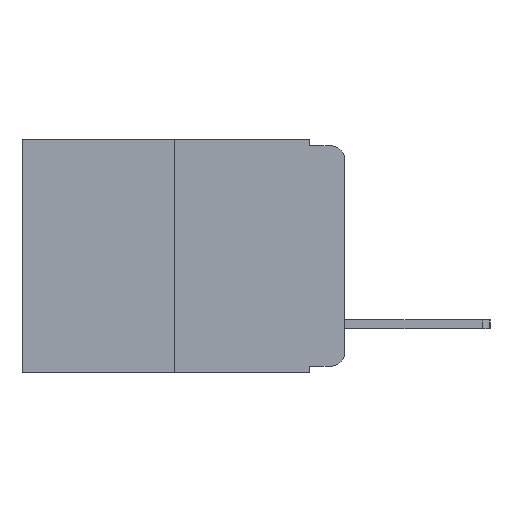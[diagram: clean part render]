
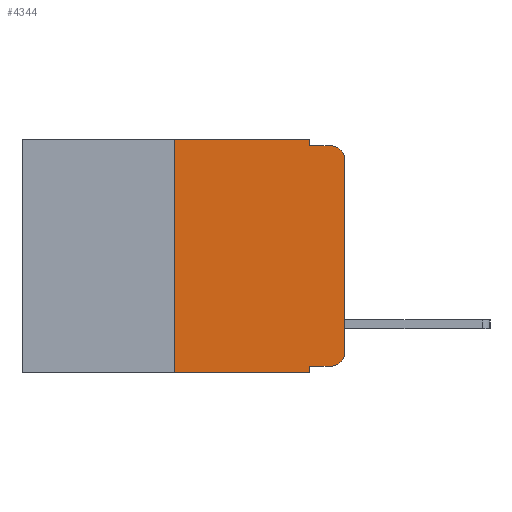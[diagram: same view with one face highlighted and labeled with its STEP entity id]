
A CAD part, left-side view. The second image highlights one B-rep face of the part: STEP entity #4344.
In plain terms, the highlighted planar face has unit normal (-1, 0, 0).
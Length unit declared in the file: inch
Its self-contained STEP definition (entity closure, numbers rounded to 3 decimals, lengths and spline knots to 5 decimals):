
#113 = CARTESIAN_POINT ( 'NONE',  ( 0., 0.051, 0. ) ) ;
#625 = CARTESIAN_POINT ( 'NONE',  ( 0., 0.051, 0. ) ) ;
#950 = DIRECTION ( 'NONE',  ( 0., 0., -1. ) ) ;
#1177 = EDGE_CURVE ( 'NONE', #7112, #3161, #16936, .T. ) ;
#1381 = EDGE_CURVE ( 'NONE', #5162, #4799, #9180, .T. ) ;
#1819 = ORIENTED_EDGE ( 'NONE', *, *, #18261, .F. ) ;
#1970 = CARTESIAN_POINT ( 'NONE',  ( 0., 0.051, 0. ) ) ;
#2061 = DIRECTION ( 'NONE',  ( 0., 0., -1. ) ) ;
#2099 = AXIS2_PLACEMENT_3D ( 'NONE', #18137, #9766, #950 ) ;
#2191 = VERTEX_POINT ( 'NONE', #6673 ) ;
#2270 = ORIENTED_EDGE ( 'NONE', *, *, #6992, .T. ) ;
#2362 = DIRECTION ( 'NONE',  ( 0., 0., 1. ) ) ;
#2773 = LINE ( 'NONE', #9744, #13967 ) ;
#3003 = CARTESIAN_POINT ( 'NONE',  ( 0., 0.25, 0. ) ) ;
#3161 = VERTEX_POINT ( 'NONE', #17463 ) ;
#3195 = ORIENTED_EDGE ( 'NONE', *, *, #12336, .T. ) ;
#3269 = CARTESIAN_POINT ( 'NONE',  ( 0., 0.02, -0.01 ) ) ;
#3409 = ORIENTED_EDGE ( 'NONE', *, *, #16128, .F. ) ;
#3430 = DIRECTION ( 'NONE',  ( 0., -1., 0. ) ) ;
#3651 = CIRCLE ( 'NONE', #2099, 0.02 ) ;
#3764 = DIRECTION ( 'NONE',  ( 0., -1., 0. ) ) ;
#4344 = ADVANCED_FACE ( 'NONE', ( #14888 ), #7731, .F. ) ;
#4369 = ORIENTED_EDGE ( 'NONE', *, *, #6517, .F. ) ;
#4618 = VERTEX_POINT ( 'NONE', #5119 ) ;
#4740 = VECTOR ( 'NONE', #2061, 39.37008 ) ;
#4755 = CARTESIAN_POINT ( 'NONE',  ( 0., 0.473, -0.343 ) ) ;
#4799 = VERTEX_POINT ( 'NONE', #3269 ) ;
#4912 = CARTESIAN_POINT ( 'NONE',  ( 0., 0.051, -0.01 ) ) ;
#5119 = CARTESIAN_POINT ( 'NONE',  ( 0., 0.051, -0.01 ) ) ;
#5162 = VERTEX_POINT ( 'NONE', #10974 ) ;
#5651 = LINE ( 'NONE', #4912, #11576 ) ;
#6007 = DIRECTION ( 'NONE',  ( 0., -1., 0. ) ) ;
#6415 = DIRECTION ( 'NONE',  ( 0., -1., 0. ) ) ;
#6461 = ORIENTED_EDGE ( 'NONE', *, *, #14315, .T. ) ;
#6517 = EDGE_CURVE ( 'NONE', #7112, #11357, #2773, .T. ) ;
#6673 = CARTESIAN_POINT ( 'NONE',  ( 0., 0.02, -0.333 ) ) ;
#6975 = CARTESIAN_POINT ( 'NONE',  ( 0., 0.25, -0.343 ) ) ;
#6992 = EDGE_CURVE ( 'NONE', #17833, #2191, #13948, .T. ) ;
#7112 = VERTEX_POINT ( 'NONE', #6975 ) ;
#7360 = CARTESIAN_POINT ( 'NONE',  ( 0., 0., -0.313 ) ) ;
#7667 = DIRECTION ( 'NONE',  ( 0., 0., -1. ) ) ;
#7692 = DIRECTION ( 'NONE',  ( 1., 0., 0. ) ) ;
#7731 = PLANE ( 'NONE',  #15187 ) ;
#8014 = LINE ( 'NONE', #113, #10968 ) ;
#8423 = CARTESIAN_POINT ( 'NONE',  ( 0., 0.051, -0.333 ) ) ;
#8482 = EDGE_CURVE ( 'NONE', #13366, #4618, #8014, .T. ) ;
#9180 = CIRCLE ( 'NONE', #16777, 0.02 ) ;
#9229 = ORIENTED_EDGE ( 'NONE', *, *, #1177, .T. ) ;
#9532 = CARTESIAN_POINT ( 'NONE',  ( 0., 0.02, -0.03 ) ) ;
#9588 = VERTEX_POINT ( 'NONE', #7360 ) ;
#9631 = LINE ( 'NONE', #15100, #16710 ) ;
#9744 = CARTESIAN_POINT ( 'NONE',  ( 0., 0.25, 0. ) ) ;
#9766 = DIRECTION ( 'NONE',  ( -1., 0., 0. ) ) ;
#10143 = VECTOR ( 'NONE', #3764, 39.37008 ) ;
#10439 = CARTESIAN_POINT ( 'NONE',  ( 0., 0.473, 0. ) ) ;
#10531 = EDGE_LOOP ( 'NONE', ( #6461, #14152, #3409, #15023, #15475, #4369, #9229, #1819, #2270, #3195 ) ) ;
#10968 = VECTOR ( 'NONE', #13292, 39.37008 ) ;
#10974 = CARTESIAN_POINT ( 'NONE',  ( 0., 0., -0.03 ) ) ;
#11357 = VERTEX_POINT ( 'NONE', #3003 ) ;
#11481 = DIRECTION ( 'NONE',  ( 0., 0., -1. ) ) ;
#11576 = VECTOR ( 'NONE', #6415, 39.37008 ) ;
#12336 = EDGE_CURVE ( 'NONE', #2191, #9588, #3651, .T. ) ;
#12353 = VECTOR ( 'NONE', #6007, 39.37008 ) ;
#12990 = DIRECTION ( 'NONE',  ( -1., 0., 0. ) ) ;
#13292 = DIRECTION ( 'NONE',  ( 0., 0., -1. ) ) ;
#13366 = VERTEX_POINT ( 'NONE', #1970 ) ;
#13669 = CARTESIAN_POINT ( 'NONE',  ( 0., 0.473, 0. ) ) ;
#13948 = LINE ( 'NONE', #18050, #10143 ) ;
#13967 = VECTOR ( 'NONE', #2362, 39.37008 ) ;
#14152 = ORIENTED_EDGE ( 'NONE', *, *, #1381, .T. ) ;
#14315 = EDGE_CURVE ( 'NONE', #9588, #5162, #9631, .T. ) ;
#14888 = FACE_OUTER_BOUND ( 'NONE', #10531, .T. ) ;
#15023 = ORIENTED_EDGE ( 'NONE', *, *, #8482, .F. ) ;
#15100 = CARTESIAN_POINT ( 'NONE',  ( 0., 0., 0. ) ) ;
#15187 = AXIS2_PLACEMENT_3D ( 'NONE', #10439, #7692, #7667 ) ;
#15475 = ORIENTED_EDGE ( 'NONE', *, *, #17616, .F. ) ;
#16128 = EDGE_CURVE ( 'NONE', #4618, #4799, #5651, .T. ) ;
#16235 = LINE ( 'NONE', #625, #4740 ) ;
#16710 = VECTOR ( 'NONE', #17826, 39.37008 ) ;
#16777 = AXIS2_PLACEMENT_3D ( 'NONE', #9532, #12990, #11481 ) ;
#16915 = VECTOR ( 'NONE', #3430, 39.37008 ) ;
#16936 = LINE ( 'NONE', #4755, #12353 ) ;
#17326 = LINE ( 'NONE', #13669, #16915 ) ;
#17463 = CARTESIAN_POINT ( 'NONE',  ( 0., 0.051, -0.343 ) ) ;
#17616 = EDGE_CURVE ( 'NONE', #11357, #13366, #17326, .T. ) ;
#17826 = DIRECTION ( 'NONE',  ( 0., 0., 1. ) ) ;
#17833 = VERTEX_POINT ( 'NONE', #8423 ) ;
#18050 = CARTESIAN_POINT ( 'NONE',  ( 0., 0.051, -0.333 ) ) ;
#18137 = CARTESIAN_POINT ( 'NONE',  ( 0., 0.02, -0.313 ) ) ;
#18261 = EDGE_CURVE ( 'NONE', #17833, #3161, #16235, .T. ) ;
